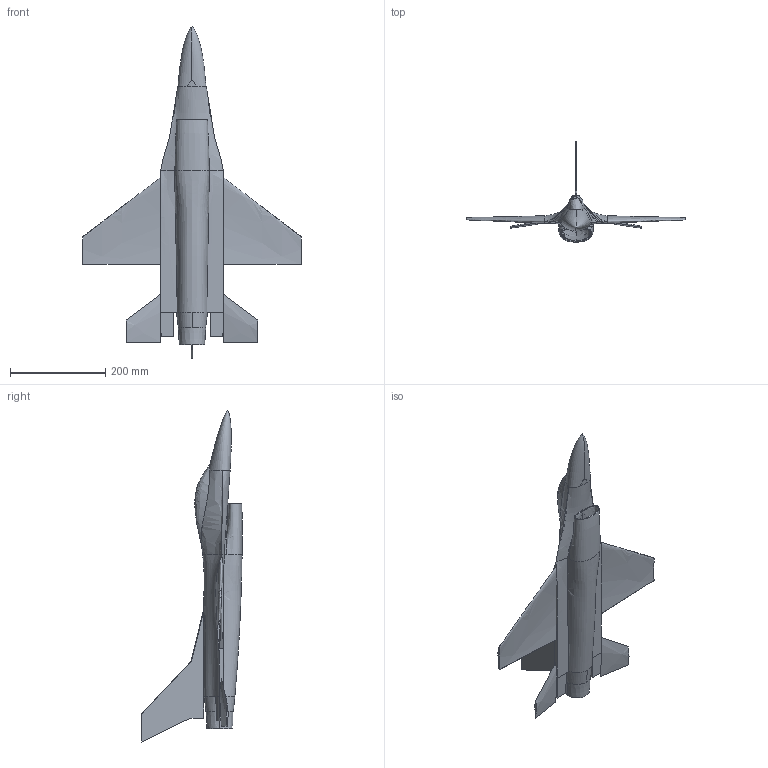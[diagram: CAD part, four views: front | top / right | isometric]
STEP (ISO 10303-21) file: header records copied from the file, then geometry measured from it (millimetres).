
FILE_DESCRIPTION (( 'STEP AP203' ), '1' );
FILE_NAME ('f16.STEP', '2016-01-16T00:31:07', ( '' ), ( '' ), 'SwSTEP 2.0', 'SolidWorks 2015', '' );
FILE_SCHEMA (( 'CONFIG_CONTROL_DESIGN' ));
Length unit declared in the file: millimetre
Products named in the file (1): f16
Bounding box: 460 x 211.4 x 698.67 mm (x, y, z)
Volume: 2034186.4 mm3; surface area: 391896.9 mm2
Topology: 1 solids, 1 shells, 83 faces, 265 edges, 179 vertices
Faces by surface type: bspline 41, plane 34, cylinder 6, cone 2
Entity records: 35204 total; most frequent: CARTESIAN_POINT 33273, ORIENTED_EDGE 518, EDGE_CURVE 259, VERTEX_POINT 179, DIRECTION 179, B_SPLINE_CURVE_WITH_KNOTS 172, EDGE_LOOP 86, FACE_OUTER_BOUND 83
